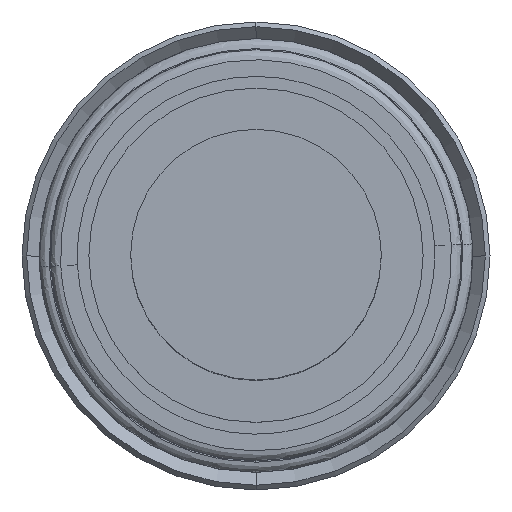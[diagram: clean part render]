
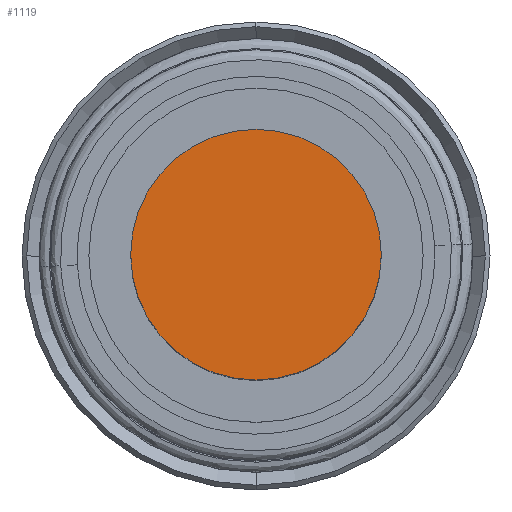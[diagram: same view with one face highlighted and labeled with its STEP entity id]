
A CAD part, top view. The second image highlights one B-rep face of the part: STEP entity #1119.
In plain terms, the highlighted planar face has unit normal (0, 0, 1).
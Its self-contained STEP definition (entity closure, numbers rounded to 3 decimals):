
#136 = DIRECTION ( 'NONE',  ( 0., 0., -1. ) ) ;
#160 = CARTESIAN_POINT ( 'NONE',  ( 0., 0., 39.7 ) ) ;
#173 = ORIENTED_EDGE ( 'NONE', *, *, #1939, .F. ) ;
#182 = CARTESIAN_POINT ( 'NONE',  ( -9.525, 0., 39.7 ) ) ;
#517 = DIRECTION ( 'NONE',  ( 1., 0., 0. ) ) ;
#657 = EDGE_LOOP ( 'NONE', ( #2052, #173 ) ) ;
#731 = CIRCLE ( 'NONE', #1735, 9.525 ) ;
#1086 = DIRECTION ( 'NONE',  ( 1., 0., 0. ) ) ;
#1119 = ADVANCED_FACE ( 'NONE', ( #2273 ), #1847, .F. ) ;
#1235 = VERTEX_POINT ( 'NONE', #182 ) ;
#1267 = AXIS2_PLACEMENT_3D ( 'NONE', #1403, #136, #1579 ) ;
#1403 = CARTESIAN_POINT ( 'NONE',  ( 0., 0., 39.7 ) ) ;
#1579 = DIRECTION ( 'NONE',  ( -1., 0., 0. ) ) ;
#1614 = CIRCLE ( 'NONE', #1635, 9.525 ) ;
#1635 = AXIS2_PLACEMENT_3D ( 'NONE', #160, #2118, #1086 ) ;
#1735 = AXIS2_PLACEMENT_3D ( 'NONE', #2170, #1796, #517 ) ;
#1780 = VERTEX_POINT ( 'NONE', #2334 ) ;
#1796 = DIRECTION ( 'NONE',  ( 0., 0., -1. ) ) ;
#1797 = EDGE_CURVE ( 'NONE', #1780, #1235, #731, .T. ) ;
#1847 = PLANE ( 'NONE',  #1267 ) ;
#1939 = EDGE_CURVE ( 'NONE', #1235, #1780, #1614, .T. ) ;
#2052 = ORIENTED_EDGE ( 'NONE', *, *, #1797, .F. ) ;
#2118 = DIRECTION ( 'NONE',  ( 0., 0., -1. ) ) ;
#2170 = CARTESIAN_POINT ( 'NONE',  ( 0., 0., 39.7 ) ) ;
#2273 = FACE_OUTER_BOUND ( 'NONE', #657, .T. ) ;
#2334 = CARTESIAN_POINT ( 'NONE',  ( 9.525, 0., 39.7 ) ) ;
